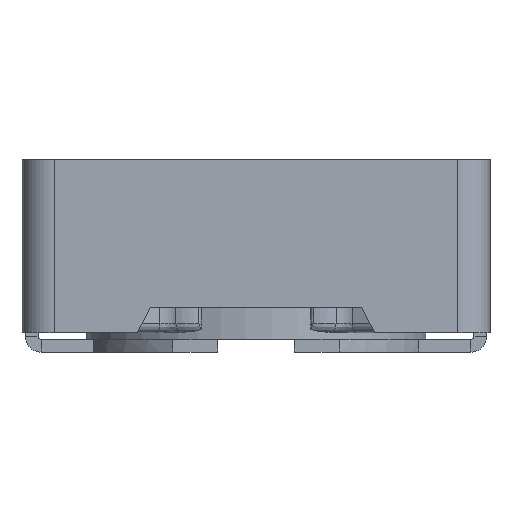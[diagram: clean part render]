
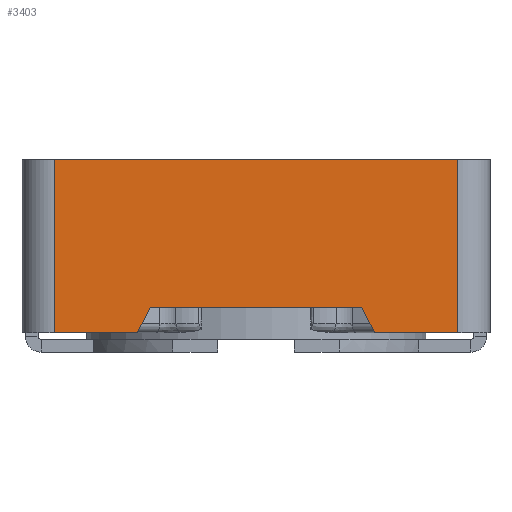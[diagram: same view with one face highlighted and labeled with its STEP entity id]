
A CAD part, front view. The second image highlights one B-rep face of the part: STEP entity #3403.
In plain terms, the highlighted free-form (B-spline) face has degree [1, 1] with [2, 2] control points.
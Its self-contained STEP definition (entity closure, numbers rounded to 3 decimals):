
#3041=CARTESIAN_POINT('',(-3.15,-3.65,3.));
#3042=VERTEX_POINT('',#3041);
#3049=CARTESIAN_POINT('',(3.15,-3.65,3.));
#3050=VERTEX_POINT('',#3049);
#3051=CARTESIAN_POINT('',(-3.15,-3.65,3.));
#3052=CARTESIAN_POINT('',(3.15,-3.65,3.));
#3053=B_SPLINE_CURVE_WITH_KNOTS('',1,(#3051,#3052),.POLYLINE_FORM.,.F.,.U.,(2,2),(0.068,0.932),.UNSPECIFIED.);
#3054=EDGE_CURVE('',#3042,#3050,#3053,.T.);
#3348=CARTESIAN_POINT('',(-3.65,-3.65,3.));
#3349=CARTESIAN_POINT('',(-3.65,-3.65,0.3));
#3350=CARTESIAN_POINT('',(3.65,-3.65,3.));
#3351=CARTESIAN_POINT('',(3.65,-3.65,0.3));
#3352=B_SPLINE_SURFACE_WITH_KNOTS('',1,1,((#3348,#3349),(#3350,#3351)),.PLANE_SURF.,.F.,.F.,.U.,(2,2),(2,2),(0.,1.),(0.,1.),.UNSPECIFIED.);
#3353=CARTESIAN_POINT('',(-3.15,-3.65,0.3));
#3354=VERTEX_POINT('',#3353);
#3355=CARTESIAN_POINT('',(-3.15,-3.65,3.));
#3356=CARTESIAN_POINT('',(-3.15,-3.65,0.3));
#3357=B_SPLINE_CURVE_WITH_KNOTS('',1,(#3355,#3356),.POLYLINE_FORM.,.F.,.U.,(2,2),(0.,1.),.UNSPECIFIED.);
#3358=EDGE_CURVE('',#3042,#3354,#3357,.T.);
#3359=ORIENTED_EDGE('',*,*,#3358,.F.);
#3360=ORIENTED_EDGE('',*,*,#3054,.T.);
#3361=CARTESIAN_POINT('',(3.15,-3.65,0.3));
#3362=VERTEX_POINT('',#3361);
#3363=CARTESIAN_POINT('',(3.15,-3.65,3.));
#3364=CARTESIAN_POINT('',(3.15,-3.65,0.3));
#3365=B_SPLINE_CURVE_WITH_KNOTS('',1,(#3363,#3364),.POLYLINE_FORM.,.F.,.U.,(2,2),(0.,1.),.UNSPECIFIED.);
#3366=EDGE_CURVE('',#3050,#3362,#3365,.T.);
#3367=ORIENTED_EDGE('',*,*,#3366,.T.);
#3368=CARTESIAN_POINT('',(1.85,-3.65,0.3));
#3369=VERTEX_POINT('',#3368);
#3370=CARTESIAN_POINT('',(1.85,-3.65,0.3));
#3371=CARTESIAN_POINT('',(3.15,-3.65,0.3));
#3372=B_SPLINE_CURVE_WITH_KNOTS('',1,(#3370,#3371),.POLYLINE_FORM.,.F.,.U.,(2,2),(0.753,0.932),.UNSPECIFIED.);
#3373=EDGE_CURVE('',#3369,#3362,#3372,.T.);
#3374=ORIENTED_EDGE('',*,*,#3373,.F.);
#3375=CARTESIAN_POINT('',(1.65,-3.65,0.7));
#3376=VERTEX_POINT('',#3375);
#3377=CARTESIAN_POINT('',(1.85,-3.65,0.3));
#3378=CARTESIAN_POINT('',(1.65,-3.65,0.7));
#3379=B_SPLINE_CURVE_WITH_KNOTS('',1,(#3377,#3378),.POLYLINE_FORM.,.F.,.U.,(2,2),(0.619,0.653),.UNSPECIFIED.);
#3380=EDGE_CURVE('',#3369,#3376,#3379,.T.);
#3381=ORIENTED_EDGE('',*,*,#3380,.T.);
#3382=CARTESIAN_POINT('',(-1.65,-3.65,0.7));
#3383=VERTEX_POINT('',#3382);
#3384=CARTESIAN_POINT('',(1.65,-3.65,0.7));
#3385=CARTESIAN_POINT('',(-1.65,-3.65,0.7));
#3386=B_SPLINE_CURVE_WITH_KNOTS('',1,(#3384,#3385),.POLYLINE_FORM.,.F.,.U.,(2,2),(0.376,0.624),.UNSPECIFIED.);
#3387=EDGE_CURVE('',#3376,#3383,#3386,.T.);
#3388=ORIENTED_EDGE('',*,*,#3387,.T.);
#3389=CARTESIAN_POINT('',(-1.85,-3.65,0.3));
#3390=VERTEX_POINT('',#3389);
#3391=CARTESIAN_POINT('',(-1.65,-3.65,0.7));
#3392=CARTESIAN_POINT('',(-1.85,-3.65,0.3));
#3393=B_SPLINE_CURVE_WITH_KNOTS('',1,(#3391,#3392),.POLYLINE_FORM.,.F.,.U.,(2,2),(0.347,0.381),.UNSPECIFIED.);
#3394=EDGE_CURVE('',#3383,#3390,#3393,.T.);
#3395=ORIENTED_EDGE('',*,*,#3394,.T.);
#3396=CARTESIAN_POINT('',(-3.15,-3.65,0.3));
#3397=CARTESIAN_POINT('',(-1.85,-3.65,0.3));
#3398=B_SPLINE_CURVE_WITH_KNOTS('',1,(#3396,#3397),.POLYLINE_FORM.,.F.,.U.,(2,2),(0.068,0.247),.UNSPECIFIED.);
#3399=EDGE_CURVE('',#3354,#3390,#3398,.T.);
#3400=ORIENTED_EDGE('',*,*,#3399,.F.);
#3401=EDGE_LOOP('',(#3359,#3360,#3367,#3374,#3381,#3388,#3395,#3400));
#3402=FACE_OUTER_BOUND('',#3401,.F.);
#3403=ADVANCED_FACE('',(#3402),#3352,.F.);
